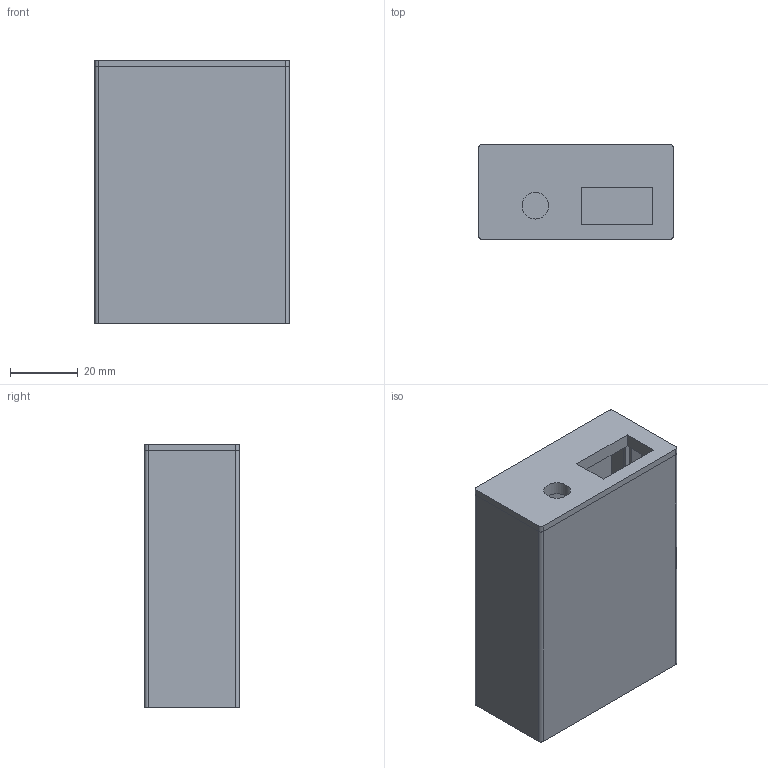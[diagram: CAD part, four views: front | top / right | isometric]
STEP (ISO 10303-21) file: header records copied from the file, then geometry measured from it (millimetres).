
FILE_DESCRIPTION(/* description */ (''),/* implementation_level */ '2;1');
FILE_NAME(/* name */ 'pcb holder v5.step',/* time_stamp */ '2020-10-03T18:51:23-04:00',/* author */ (''),/* organization */ (''),/* preprocessor_version */ 'ST-DEVELOPER v18.1',/* originating_system */ 'Autodesk Translation Framework v9.3.0.1241',/* authorisation */ '');
FILE_SCHEMA (('AUTOMOTIVE_DESIGN { 1 0 10303 214 3 1 1 }'));
Length unit declared in the file: millimetre
Products named in the file (1): pcb holder
Bounding box: 57.5 x 28 x 78 mm (x, y, z)
Volume: 45181.2 mm3; surface area: 31437.4 mm2
Topology: 2 solids, 2 shells, 70 faces, 195 edges, 130 vertices
Faces by surface type: plane 61, cylinder 9
Full cylindrical faces by diameter (mm): 7.9 x1
Entity records: 2257 total; most frequent: CARTESIAN_POINT 396, ORIENTED_EDGE 390, DIRECTION 355, EDGE_CURVE 195, LINE 177, VECTOR 177, VERTEX_POINT 130, AXIS2_PLACEMENT_3D 89
